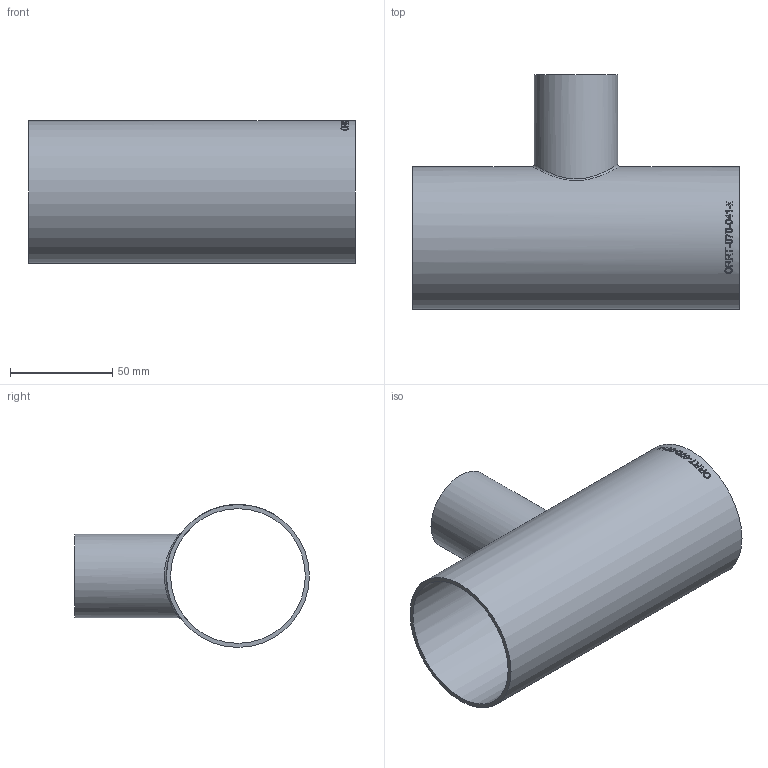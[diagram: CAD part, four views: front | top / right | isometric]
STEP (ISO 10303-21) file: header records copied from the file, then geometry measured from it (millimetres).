
FILE_DESCRIPTION (( 'STEP AP214' ), '1' );
FILE_NAME ('ORRT-070-041-x T-Stück reduziert 2004.STEP', '2020-04-07T10:18:36', ( '' ), ( '' ), 'SwSTEP 2.0', 'SolidWorks 2019', '' );
FILE_SCHEMA (( 'AUTOMOTIVE_DESIGN' ));
Length unit declared in the file: millimetre
Products named in the file (1): ORRT-070-041-x T-Stück reduziert 2004
Bounding box: 160 x 115 x 70 mm (x, y, z)
Volume: 74905.5 mm3; surface area: 78951.9 mm2
Topology: 1 solids, 1 shells, 170 faces, 439 edges, 292 vertices
Faces by surface type: bspline 78, plane 67, cylinder 25
Full cylindrical faces by diameter (mm): 38 x1, 41 x1, 66 x1, 70 x1
Entity records: 19502 total; most frequent: CARTESIAN_POINT 14295, ORIENTED_EDGE 860, DIRECTION 448, EDGE_CURVE 430, VERTEX_POINT 290, B_SPLINE_CURVE_WITH_KNOTS 248, EDGE_LOOP 202, FACE_OUTER_BOUND 176
